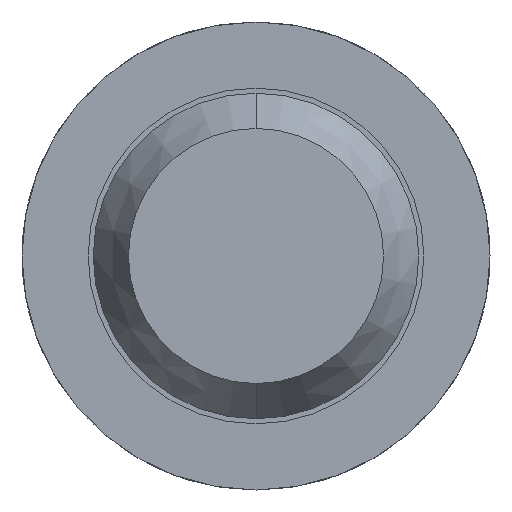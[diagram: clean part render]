
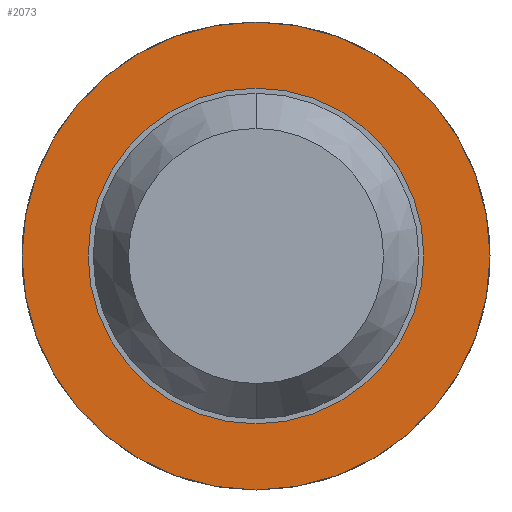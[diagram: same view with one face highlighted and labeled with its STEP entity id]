
A CAD part, front view. The second image highlights one B-rep face of the part: STEP entity #2073.
In plain terms, the highlighted planar face has unit normal (0, -1, 0).
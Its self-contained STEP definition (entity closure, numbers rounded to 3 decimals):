
#67 = FACE_BOUND ( 'NONE', #2520, .T. ) ;
#154 = EDGE_CURVE ( 'Defeature ausgef�hrt3_10+Defeature ausgef�hrt3_14+Defeature ausgef�hrt3_14+Defeature ausgef�hrt3_14', #1144, #4812, #2484, .T. ) ;
#352 = AXIS2_PLACEMENT_3D ( 'NONE', #752, #3324, #3355 ) ;
#364 = DIRECTION ( 'NONE',  ( 0., 1., 0. ) ) ;
#615 = VERTEX_POINT ( 'NONE', #4650 ) ;
#738 = DIRECTION ( 'NONE',  ( 0., 0., 1. ) ) ;
#752 = CARTESIAN_POINT ( 'NONE',  ( 0.825, -1.7, 0. ) ) ;
#785 = PLANE ( 'NONE',  #352 ) ;
#1000 = ORIENTED_EDGE ( 'NONE', *, *, #4772, .F. ) ;
#1144 = VERTEX_POINT ( 'NONE', #3085 ) ;
#1316 = AXIS2_PLACEMENT_3D ( 'NONE', #1632, #4231, #3892 ) ;
#1624 = AXIS2_PLACEMENT_3D ( 'NONE', #2060, #2729, #738 ) ;
#1632 = CARTESIAN_POINT ( 'NONE',  ( 0., -1.7, 0. ) ) ;
#1698 = DIRECTION ( 'NONE',  ( 0., 1., 0. ) ) ;
#1875 = EDGE_CURVE ( 'Defeature ausgef�hrt3_14+Defeature ausgef�hrt3_13+Defeature ausgef�hrt3_13+Defeature ausgef�hrt3_13', #2092, #615, #2193, .T. ) ;
#2060 = CARTESIAN_POINT ( 'NONE',  ( 0., -1.7, 0. ) ) ;
#2073 = ADVANCED_FACE ( 'Defeature ausgef�hrt3_14', ( #3276, #67 ), #785, .F. ) ;
#2092 = VERTEX_POINT ( 'NONE', #3368 ) ;
#2193 = CIRCLE ( 'NONE', #1624, 0.825 ) ;
#2484 = CIRCLE ( 'NONE', #1316, 1.15 ) ;
#2520 = EDGE_LOOP ( 'NONE', ( #3000, #2608 ) ) ;
#2586 = CIRCLE ( 'NONE', #3841, 0.825 ) ;
#2604 = DIRECTION ( 'NONE',  ( 0., 0., 1. ) ) ;
#2608 = ORIENTED_EDGE ( 'NONE', *, *, #1875, .T. ) ;
#2729 = DIRECTION ( 'NONE',  ( 0., 1., 0. ) ) ;
#3000 = ORIENTED_EDGE ( 'NONE', *, *, #3007, .T. ) ;
#3007 = EDGE_CURVE ( 'Defeature ausgef�hrt3_14+Defeature ausgef�hrt3_13+Defeature ausgef�hrt3_13+Defeature ausgef�hrt3_13', #615, #2092, #2586, .T. ) ;
#3085 = CARTESIAN_POINT ( 'NONE',  ( 0., -1.7, 1.15 ) ) ;
#3090 = ORIENTED_EDGE ( 'NONE', *, *, #154, .F. ) ;
#3205 = CARTESIAN_POINT ( 'NONE',  ( 0., -1.7, -1.15 ) ) ;
#3276 = FACE_OUTER_BOUND ( 'NONE', #4205, .T. ) ;
#3324 = DIRECTION ( 'NONE',  ( 0., 1., 0. ) ) ;
#3337 = CARTESIAN_POINT ( 'NONE',  ( 0., -1.7, 0. ) ) ;
#3355 = DIRECTION ( 'NONE',  ( 0., 0., 1. ) ) ;
#3368 = CARTESIAN_POINT ( 'NONE',  ( 0., -1.7, -0.825 ) ) ;
#3592 = DIRECTION ( 'NONE',  ( 0., 0., 1. ) ) ;
#3731 = CIRCLE ( 'NONE', #4491, 1.15 ) ;
#3841 = AXIS2_PLACEMENT_3D ( 'NONE', #3337, #364, #2604 ) ;
#3892 = DIRECTION ( 'NONE',  ( 0., 0., 1. ) ) ;
#3974 = CARTESIAN_POINT ( 'NONE',  ( 0., -1.7, 0. ) ) ;
#4205 = EDGE_LOOP ( 'NONE', ( #3090, #1000 ) ) ;
#4231 = DIRECTION ( 'NONE',  ( 0., 1., 0. ) ) ;
#4491 = AXIS2_PLACEMENT_3D ( 'NONE', #3974, #1698, #3592 ) ;
#4650 = CARTESIAN_POINT ( 'NONE',  ( 0., -1.7, 0.825 ) ) ;
#4772 = EDGE_CURVE ( 'Defeature ausgef�hrt3_10+Defeature ausgef�hrt3_14+Defeature ausgef�hrt3_14+Defeature ausgef�hrt3_14', #4812, #1144, #3731, .T. ) ;
#4812 = VERTEX_POINT ( 'NONE', #3205 ) ;
